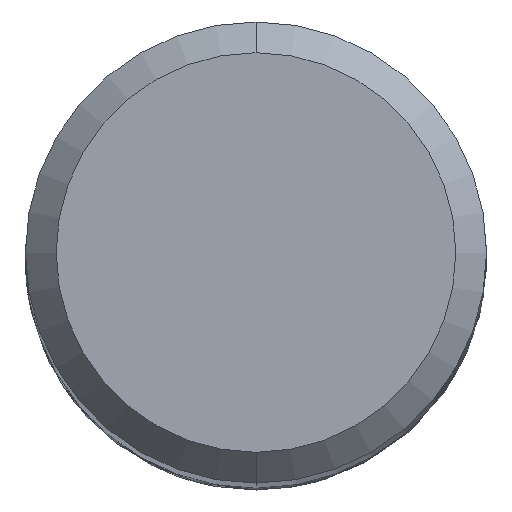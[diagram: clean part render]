
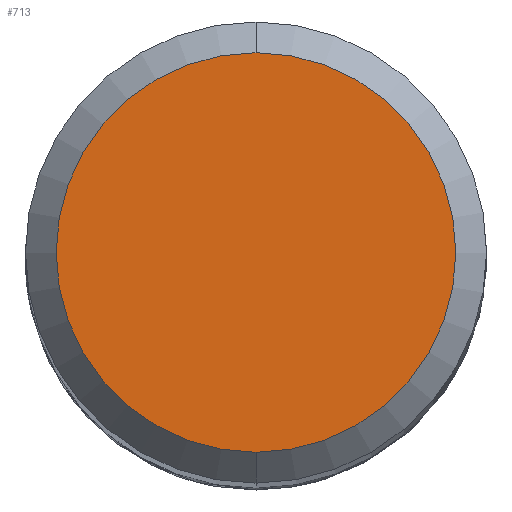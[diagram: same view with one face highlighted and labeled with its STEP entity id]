
A CAD part, top view. The second image highlights one B-rep face of the part: STEP entity #713.
In plain terms, the highlighted planar face has unit normal (0, 0, 1).
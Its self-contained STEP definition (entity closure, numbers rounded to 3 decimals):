
#389=EDGE_CURVE('',#825,#391,#1068,.T.);
#391=VERTEX_POINT('',#1070);
#713=ADVANCED_FACE('',(#1421),#1422,.T.);
#825=VERTEX_POINT('',#1545);
#861=EDGE_CURVE('',#391,#825,#1585,.T.);
#1068=CIRCLE('',#1858,2.6);
#1070=CARTESIAN_POINT('',(0.,-2.6,0.0));
#1421=FACE_OUTER_BOUND('',#4993,.T.);
#1422=PLANE('',#4994);
#1545=CARTESIAN_POINT('',(0.0,2.6,0.0));
#1585=CIRCLE('',#5730,2.6);
#1858=AXIS2_PLACEMENT_3D('',#8376,#8377,#8378);
#4993=EDGE_LOOP('',(#8747,#8748));
#4994=AXIS2_PLACEMENT_3D('',#8749,#8750,#8751);
#5730=AXIS2_PLACEMENT_3D('',#8930,#8931,#8932);
#8376=CARTESIAN_POINT('',(0.0,0.0,0.0));
#8377=DIRECTION('',(0.0,0.0,-1.0));
#8378=DIRECTION('',(0.0,1.0,0.0));
#8747=ORIENTED_EDGE('',*,*,#389,.F.);
#8748=ORIENTED_EDGE('',*,*,#861,.F.);
#8749=CARTESIAN_POINT('',(0.0,1.3,0.0));
#8750=DIRECTION('',(-0.0,0.0,1.0));
#8751=DIRECTION('',(0.0,-1.0,0.0));
#8930=CARTESIAN_POINT('',(0.0,0.0,0.0));
#8931=DIRECTION('',(0.0,0.0,-1.0));
#8932=DIRECTION('',(0.0,1.0,0.0));
